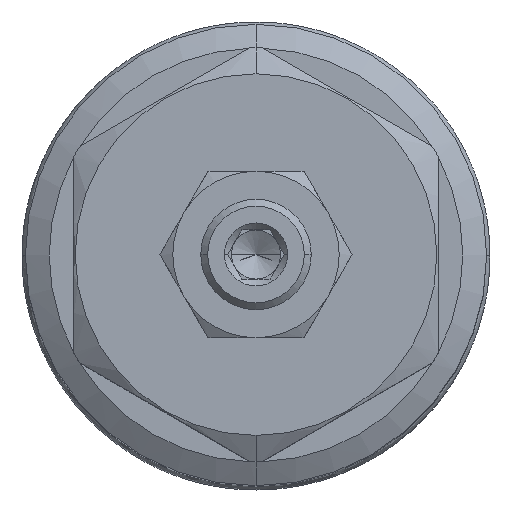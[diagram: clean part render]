
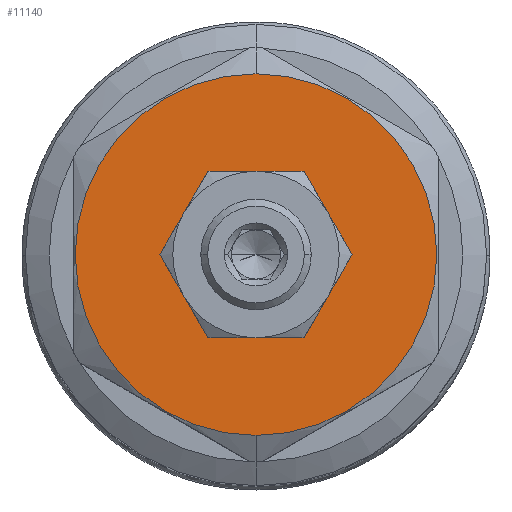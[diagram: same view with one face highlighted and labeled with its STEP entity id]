
A CAD part, top view. The second image highlights one B-rep face of the part: STEP entity #11140.
In plain terms, the highlighted planar face has unit normal (0, 0, 1).
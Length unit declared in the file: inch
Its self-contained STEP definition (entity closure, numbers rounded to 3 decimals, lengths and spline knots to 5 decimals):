
#1447=CARTESIAN_POINT('',(0.,0.,6.896));
#1448=DIRECTION('',(0.,0.,1.));
#1449=DIRECTION('',(0.,-1.,0.));
#1450=AXIS2_PLACEMENT_3D('',#1447,#1448,#1449);
#1452=CARTESIAN_POINT('',(0.,0.,6.896));
#1453=DIRECTION('',(0.,0.,1.));
#1454=DIRECTION('',(0.,1.,0.));
#1455=AXIS2_PLACEMENT_3D('',#1452,#1453,#1454);
#1457=CARTESIAN_POINT('',(-0.32174,-0.18576,
6.89601));
#1458=CARTESIAN_POINT('',(-0.31632,-0.19514,
6.89601));
#1459=CARTESIAN_POINT('',(-0.3047,-0.21334,
6.896));
#1460=CARTESIAN_POINT('',(-0.28495,-0.2391,
6.896));
#1461=CARTESIAN_POINT('',(-0.26302,-0.26302,
6.896));
#1462=CARTESIAN_POINT('',(-0.2391,-0.28495,
6.896));
#1463=CARTESIAN_POINT('',(-0.21335,-0.3047,
6.896));
#1464=CARTESIAN_POINT('',(-0.18598,-0.32214,
6.896));
#1465=CARTESIAN_POINT('',(-0.1572,-0.33712,
6.896));
#1466=CARTESIAN_POINT('',(-0.12722,-0.34954,
6.896));
#1467=CARTESIAN_POINT('',(-0.09627,-0.3593,
6.896));
#1468=CARTESIAN_POINT('',(-0.0646,-0.36632,
6.896));
#1469=CARTESIAN_POINT('',(-0.03241,-0.37055,
6.896));
#1470=CARTESIAN_POINT('',(-0.01083,-0.37151,
6.89601));
#1471=CARTESIAN_POINT('',(0.,-0.37151,
6.89601));
#1473=CARTESIAN_POINT('',(0.,-0.37151,
6.89601));
#1474=CARTESIAN_POINT('',(0.01083,-0.37151,
6.89601));
#1475=CARTESIAN_POINT('',(0.03241,-0.37055,
6.896));
#1476=CARTESIAN_POINT('',(0.0646,-0.36632,
6.896));
#1477=CARTESIAN_POINT('',(0.09627,-0.3593,
6.896));
#1478=CARTESIAN_POINT('',(0.12722,-0.34954,
6.896));
#1479=CARTESIAN_POINT('',(0.1572,-0.33712,
6.896));
#1480=CARTESIAN_POINT('',(0.18598,-0.32214,
6.896));
#1481=CARTESIAN_POINT('',(0.21335,-0.3047,
6.896));
#1482=CARTESIAN_POINT('',(0.2391,-0.28495,
6.896));
#1483=CARTESIAN_POINT('',(0.26302,-0.26302,
6.896));
#1484=CARTESIAN_POINT('',(0.28495,-0.2391,
6.896));
#1485=CARTESIAN_POINT('',(0.3047,-0.21334,
6.896));
#1486=CARTESIAN_POINT('',(0.31632,-0.19514,
6.89601));
#1487=CARTESIAN_POINT('',(0.32174,-0.18576,
6.89601));
#1489=CARTESIAN_POINT('',(0.32174,0.18576,
6.89601));
#1490=CARTESIAN_POINT('',(0.31632,0.19514,
6.89601));
#1491=CARTESIAN_POINT('',(0.3047,0.21334,
6.896));
#1492=CARTESIAN_POINT('',(0.28495,0.2391,
6.896));
#1493=CARTESIAN_POINT('',(0.26302,0.26302,
6.896));
#1494=CARTESIAN_POINT('',(0.2391,0.28495,
6.896));
#1495=CARTESIAN_POINT('',(0.21335,0.3047,
6.896));
#1496=CARTESIAN_POINT('',(0.18598,0.32214,
6.896));
#1497=CARTESIAN_POINT('',(0.1572,0.33712,
6.896));
#1498=CARTESIAN_POINT('',(0.12722,0.34954,
6.896));
#1499=CARTESIAN_POINT('',(0.09627,0.3593,
6.896));
#1500=CARTESIAN_POINT('',(0.0646,0.36632,
6.896));
#1501=CARTESIAN_POINT('',(0.03241,0.37055,
6.896));
#1502=CARTESIAN_POINT('',(0.01083,0.37151,
6.89601));
#1503=CARTESIAN_POINT('',(0.,0.37151,
6.89601));
#1505=CARTESIAN_POINT('',(0.,0.37151,
6.89601));
#1506=CARTESIAN_POINT('',(-0.01083,0.37151,
6.89601));
#1507=CARTESIAN_POINT('',(-0.03241,0.37055,
6.896));
#1508=CARTESIAN_POINT('',(-0.0646,0.36632,
6.896));
#1509=CARTESIAN_POINT('',(-0.09627,0.3593,
6.896));
#1510=CARTESIAN_POINT('',(-0.12722,0.34954,
6.896));
#1511=CARTESIAN_POINT('',(-0.1572,0.33712,
6.896));
#1512=CARTESIAN_POINT('',(-0.18598,0.32214,
6.896));
#1513=CARTESIAN_POINT('',(-0.21335,0.3047,
6.896));
#1514=CARTESIAN_POINT('',(-0.2391,0.28495,
6.896));
#1515=CARTESIAN_POINT('',(-0.26302,0.26302,
6.896));
#1516=CARTESIAN_POINT('',(-0.28495,0.2391,
6.896));
#1517=CARTESIAN_POINT('',(-0.3047,0.21334,
6.896));
#1518=CARTESIAN_POINT('',(-0.31632,0.19514,
6.89601));
#1519=CARTESIAN_POINT('',(-0.32174,0.18576,
6.89601));
#1521=CARTESIAN_POINT('',(-0.32174,-0.18576,
6.89601));
#1522=CARTESIAN_POINT('',(-0.32716,-0.17637,
6.89601));
#1523=CARTESIAN_POINT('',(-0.33711,-0.15721,
6.896));
#1524=CARTESIAN_POINT('',(-0.34954,-0.12722,
6.896));
#1525=CARTESIAN_POINT('',(-0.3593,-0.09627,
6.896));
#1526=CARTESIAN_POINT('',(-0.36632,-0.06459,
6.896));
#1527=CARTESIAN_POINT('',(-0.37056,-0.03242,
6.896));
#1528=CARTESIAN_POINT('',(-0.37197,0.,
6.896));
#1529=CARTESIAN_POINT('',(-0.37056,0.03242,
6.896));
#1530=CARTESIAN_POINT('',(-0.36632,0.06459,
6.896));
#1531=CARTESIAN_POINT('',(-0.3593,0.09627,
6.896));
#1532=CARTESIAN_POINT('',(-0.34954,0.12722,
6.896));
#1533=CARTESIAN_POINT('',(-0.33711,0.15721,
6.896));
#1534=CARTESIAN_POINT('',(-0.32716,0.17637,
6.89601));
#1535=CARTESIAN_POINT('',(-0.32174,0.18576,
6.89601));
#1681=CARTESIAN_POINT('',(0.32174,0.18576,
6.89601));
#1682=CARTESIAN_POINT('',(0.32716,0.17637,
6.89601));
#1683=CARTESIAN_POINT('',(0.33711,0.15721,
6.896));
#1684=CARTESIAN_POINT('',(0.34954,0.12722,
6.896));
#1685=CARTESIAN_POINT('',(0.3593,0.09627,
6.896));
#1686=CARTESIAN_POINT('',(0.36632,0.06459,
6.896));
#1687=CARTESIAN_POINT('',(0.37056,0.03242,
6.896));
#1688=CARTESIAN_POINT('',(0.37197,0.,
6.896));
#1689=CARTESIAN_POINT('',(0.37056,-0.03242,
6.896));
#1690=CARTESIAN_POINT('',(0.36632,-0.06459,
6.896));
#1691=CARTESIAN_POINT('',(0.3593,-0.09627,
6.896));
#1692=CARTESIAN_POINT('',(0.34954,-0.12722,
6.896));
#1693=CARTESIAN_POINT('',(0.33711,-0.15721,
6.896));
#1694=CARTESIAN_POINT('',(0.32716,-0.17637,
6.89601));
#1695=CARTESIAN_POINT('',(0.32174,-0.18576,
6.89601));
#9159=CARTESIAN_POINT('',(0.,-0.807,6.896));
#9160=CARTESIAN_POINT('',(0.,0.807,6.896));
#9161=VERTEX_POINT('',#9159);
#9162=VERTEX_POINT('',#9160);
#9434=VERTEX_POINT('',#1457);
#9435=VERTEX_POINT('',#1471);
#9436=VERTEX_POINT('',#1487);
#9437=VERTEX_POINT('',#1489);
#9438=VERTEX_POINT('',#1503);
#9439=VERTEX_POINT('',#1519);
#11117=CARTESIAN_POINT('',(0.,0.,6.896));
#11118=DIRECTION('',(0.,0.,1.));
#11119=DIRECTION('',(0.,1.,0.));
#11120=AXIS2_PLACEMENT_3D('',#11117,#11118,#11119);
#11121=PLANE('',#11120);
#11122=ORIENTED_EDGE('',*,*,#10887,.F.);
#11123=ORIENTED_EDGE('',*,*,#11108,.F.);
#11124=EDGE_LOOP('',(#11122,#11123));
#11125=FACE_OUTER_BOUND('',#11124,.F.);
#11127=ORIENTED_EDGE('',*,*,#11126,.F.);
#11129=ORIENTED_EDGE('',*,*,#11128,.T.);
#11131=ORIENTED_EDGE('',*,*,#11130,.T.);
#11133=ORIENTED_EDGE('',*,*,#11132,.F.);
#11135=ORIENTED_EDGE('',*,*,#11134,.T.);
#11137=ORIENTED_EDGE('',*,*,#11136,.T.);
#11138=EDGE_LOOP('',(#11127,#11129,#11131,#11133,#11135,#11137));
#11139=FACE_BOUND('',#11138,.F.);
#11140=ADVANCED_FACE('',(#11125,#11139),#11121,.T.);
#1451=CIRCLE('',#1450,0.807);
#1456=CIRCLE('',#1455,0.807);
#1472=B_SPLINE_CURVE_WITH_KNOTS('',3,(#1457,#1458,#1459,#1460,#1461,#1462,#1463,
#1464,#1465,#1466,#1467,#1468,#1469,#1470,#1471),.UNSPECIFIED.,.F.,.F.,(4,1,1,1,
1,1,1,1,1,1,1,1,4),(0.,0.08333,0.16667,0.25,
0.33333,0.41667,0.5,0.58333,0.66667,
0.75,0.83333,0.91667,1.),.UNSPECIFIED.);
#1488=B_SPLINE_CURVE_WITH_KNOTS('',3,(#1473,#1474,#1475,#1476,#1477,#1478,#1479,
#1480,#1481,#1482,#1483,#1484,#1485,#1486,#1487),.UNSPECIFIED.,.F.,.F.,(4,1,1,1,
1,1,1,1,1,1,1,1,4),(0.,0.08333,0.16667,0.25,
0.33333,0.41667,0.5,0.58333,0.66667,
0.75,0.83333,0.91667,1.),.UNSPECIFIED.);
#1504=B_SPLINE_CURVE_WITH_KNOTS('',3,(#1489,#1490,#1491,#1492,#1493,#1494,#1495,
#1496,#1497,#1498,#1499,#1500,#1501,#1502,#1503),.UNSPECIFIED.,.F.,.F.,(4,1,1,1,
1,1,1,1,1,1,1,1,4),(0.,0.08333,0.16667,0.25,
0.33333,0.41667,0.5,0.58333,0.66667,
0.75,0.83333,0.91667,1.),.UNSPECIFIED.);
#1520=B_SPLINE_CURVE_WITH_KNOTS('',3,(#1505,#1506,#1507,#1508,#1509,#1510,#1511,
#1512,#1513,#1514,#1515,#1516,#1517,#1518,#1519),.UNSPECIFIED.,.F.,.F.,(4,1,1,1,
1,1,1,1,1,1,1,1,4),(0.,0.08333,0.16667,0.25,
0.33333,0.41667,0.5,0.58333,0.66667,
0.75,0.83333,0.91667,1.),.UNSPECIFIED.);
#1536=B_SPLINE_CURVE_WITH_KNOTS('',3,(#1521,#1522,#1523,#1524,#1525,#1526,#1527,
#1528,#1529,#1530,#1531,#1532,#1533,#1534,#1535),.UNSPECIFIED.,.F.,.F.,(4,1,1,1,
1,1,1,1,1,1,1,1,4),(0.,0.08333,0.16667,0.25,
0.33333,0.41667,0.5,0.58333,0.66667,
0.75,0.83333,0.91667,1.),.UNSPECIFIED.);
#1696=B_SPLINE_CURVE_WITH_KNOTS('',3,(#1681,#1682,#1683,#1684,#1685,#1686,#1687,
#1688,#1689,#1690,#1691,#1692,#1693,#1694,#1695),.UNSPECIFIED.,.F.,.F.,(4,1,1,1,
1,1,1,1,1,1,1,1,4),(0.,0.08333,0.16667,0.25,
0.33333,0.41667,0.5,0.58333,0.66667,
0.75,0.83333,0.91667,1.),.UNSPECIFIED.);
#10887=EDGE_CURVE('',#9161,#9162,#1451,.T.);
#11108=EDGE_CURVE('',#9162,#9161,#1456,.T.);
#11126=EDGE_CURVE('',#9434,#9439,#1536,.T.);
#11128=EDGE_CURVE('',#9434,#9435,#1472,.T.);
#11130=EDGE_CURVE('',#9435,#9436,#1488,.T.);
#11132=EDGE_CURVE('',#9437,#9436,#1696,.T.);
#11134=EDGE_CURVE('',#9437,#9438,#1504,.T.);
#11136=EDGE_CURVE('',#9438,#9439,#1520,.T.);
